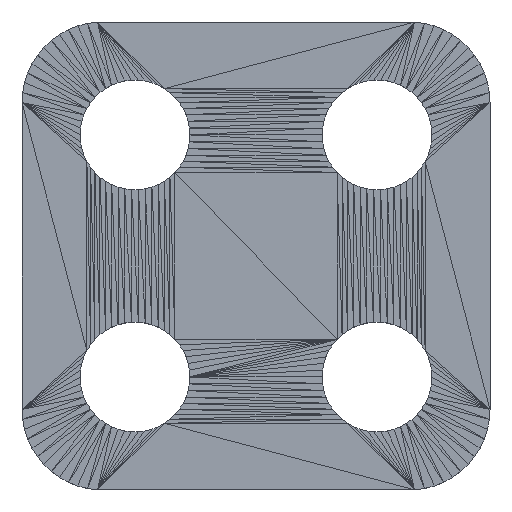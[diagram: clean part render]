
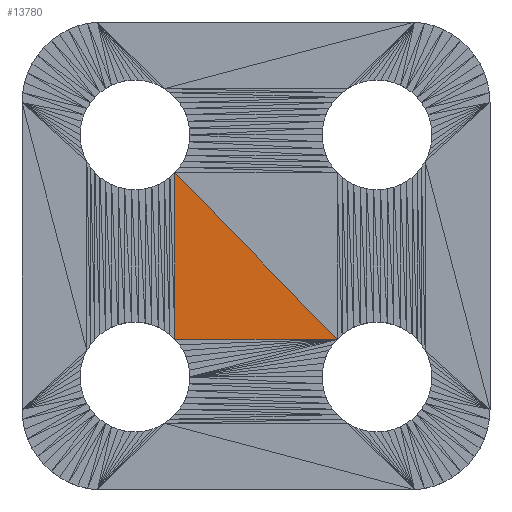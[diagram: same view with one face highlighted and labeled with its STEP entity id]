
A CAD part, top view. The second image highlights one B-rep face of the part: STEP entity #13780.
In plain terms, the highlighted planar face has unit normal (0, 0, 1).
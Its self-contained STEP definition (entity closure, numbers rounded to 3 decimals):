
#11825 = VERTEX_POINT('',#11826);
#11826 = CARTESIAN_POINT('',(-2.511,2.586,1.5));
#11923 = PLANE('',#11924);
#11924 = AXIS2_PLACEMENT_3D('',#11925,#11926,#11927);
#11925 = CARTESIAN_POINT('',(-2.55,0.016,1.5));
#11926 = DIRECTION('',(0.,0.,1.));
#11927 = DIRECTION('',(1.,0.,0.));
#13709 = PLANE('',#13710);
#13710 = AXIS2_PLACEMENT_3D('',#13711,#13712,#13713);
#13711 = CARTESIAN_POINT('',(0.746,0.746,1.5));
#13712 = DIRECTION('',(0.,0.,1.));
#13713 = DIRECTION('',(0.,1.,0.));
#13727 = EDGE_CURVE('',#11825,#13728,#13730,.T.);
#13728 = VERTEX_POINT('',#13729);
#13729 = CARTESIAN_POINT('',(2.511,-2.586,1.5));
#13730 = SURFACE_CURVE('',#13731,(#13735,#13742),.PCURVE_S1.);
#13731 = LINE('',#13732,#13733);
#13732 = CARTESIAN_POINT('',(-2.511,2.586,1.5));
#13733 = VECTOR('',#13734,1.);
#13734 = DIRECTION('',(0.697,-0.718,0.));
#13735 = PCURVE('',#13709,#13736);
#13736 = DEFINITIONAL_REPRESENTATION('',(#13737),#13741);
#13737 = LINE('',#13738,#13739);
#13738 = CARTESIAN_POINT('',(1.84,3.257));
#13739 = VECTOR('',#13740,1.);
#13740 = DIRECTION('',(-0.718,-0.697));
#13741 = ( GEOMETRIC_REPRESENTATION_CONTEXT(2) 
PARAMETRIC_REPRESENTATION_CONTEXT() REPRESENTATION_CONTEXT('2D SPACE',''
  ) );
#13742 = PCURVE('',#13743,#13748);
#13743 = PLANE('',#13744);
#13744 = AXIS2_PLACEMENT_3D('',#13745,#13746,#13747);
#13745 = CARTESIAN_POINT('',(-0.746,-0.746,1.5));
#13746 = DIRECTION('',(0.,0.,1.));
#13747 = DIRECTION('',(1.,0.,0.));
#13748 = DEFINITIONAL_REPRESENTATION('',(#13749),#13753);
#13749 = LINE('',#13750,#13751);
#13750 = CARTESIAN_POINT('',(-1.765,3.333));
#13751 = VECTOR('',#13752,1.);
#13752 = DIRECTION('',(0.697,-0.718));
#13753 = ( GEOMETRIC_REPRESENTATION_CONTEXT(2) 
PARAMETRIC_REPRESENTATION_CONTEXT() REPRESENTATION_CONTEXT('2D SPACE',''
  ) );
#13780 = ADVANCED_FACE('',(#13781),#13743,.T.);
#13781 = FACE_BOUND('',#13782,.T.);
#13782 = EDGE_LOOP('',(#13783,#13811,#13812));
#13783 = ORIENTED_EDGE('',*,*,#13784,.T.);
#13784 = EDGE_CURVE('',#13785,#13728,#13787,.T.);
#13785 = VERTEX_POINT('',#13786);
#13786 = CARTESIAN_POINT('',(-2.511,-2.586,1.5));
#13787 = SURFACE_CURVE('',#13788,(#13792,#13799),.PCURVE_S1.);
#13788 = LINE('',#13789,#13790);
#13789 = CARTESIAN_POINT('',(-2.511,-2.586,1.5));
#13790 = VECTOR('',#13791,1.);
#13791 = DIRECTION('',(1.,0.,0.));
#13792 = PCURVE('',#13743,#13793);
#13793 = DEFINITIONAL_REPRESENTATION('',(#13794),#13798);
#13794 = LINE('',#13795,#13796);
#13795 = CARTESIAN_POINT('',(-1.765,-1.84));
#13796 = VECTOR('',#13797,1.);
#13797 = DIRECTION('',(1.,0.));
#13798 = ( GEOMETRIC_REPRESENTATION_CONTEXT(2) 
PARAMETRIC_REPRESENTATION_CONTEXT() REPRESENTATION_CONTEXT('2D SPACE',''
  ) );
#13799 = PCURVE('',#13800,#13805);
#13800 = PLANE('',#13801);
#13801 = AXIS2_PLACEMENT_3D('',#13802,#13803,#13804);
#13802 = CARTESIAN_POINT('',(-0.019,-2.628,1.5));
#13803 = DIRECTION('',(0.,0.,1.));
#13804 = DIRECTION('',(1.,0.,-0.));
#13805 = DEFINITIONAL_REPRESENTATION('',(#13806),#13810);
#13806 = LINE('',#13807,#13808);
#13807 = CARTESIAN_POINT('',(-2.492,0.041));
#13808 = VECTOR('',#13809,1.);
#13809 = DIRECTION('',(1.,0.));
#13810 = ( GEOMETRIC_REPRESENTATION_CONTEXT(2) 
PARAMETRIC_REPRESENTATION_CONTEXT() REPRESENTATION_CONTEXT('2D SPACE',''
  ) );
#13811 = ORIENTED_EDGE('',*,*,#13727,.F.);
#13812 = ORIENTED_EDGE('',*,*,#13813,.T.);
#13813 = EDGE_CURVE('',#11825,#13785,#13814,.T.);
#13814 = SURFACE_CURVE('',#13815,(#13819,#13826),.PCURVE_S1.);
#13815 = LINE('',#13816,#13817);
#13816 = CARTESIAN_POINT('',(-2.511,2.586,1.5));
#13817 = VECTOR('',#13818,1.);
#13818 = DIRECTION('',(0.,-1.,0.));
#13819 = PCURVE('',#13743,#13820);
#13820 = DEFINITIONAL_REPRESENTATION('',(#13821),#13825);
#13821 = LINE('',#13822,#13823);
#13822 = CARTESIAN_POINT('',(-1.765,3.333));
#13823 = VECTOR('',#13824,1.);
#13824 = DIRECTION('',(0.,-1.));
#13825 = ( GEOMETRIC_REPRESENTATION_CONTEXT(2) 
PARAMETRIC_REPRESENTATION_CONTEXT() REPRESENTATION_CONTEXT('2D SPACE',''
  ) );
#13826 = PCURVE('',#11923,#13827);
#13827 = DEFINITIONAL_REPRESENTATION('',(#13828),#13832);
#13828 = LINE('',#13829,#13830);
#13829 = CARTESIAN_POINT('',(0.039,2.57));
#13830 = VECTOR('',#13831,1.);
#13831 = DIRECTION('',(0.,-1.));
#13832 = ( GEOMETRIC_REPRESENTATION_CONTEXT(2) 
PARAMETRIC_REPRESENTATION_CONTEXT() REPRESENTATION_CONTEXT('2D SPACE',''
  ) );
